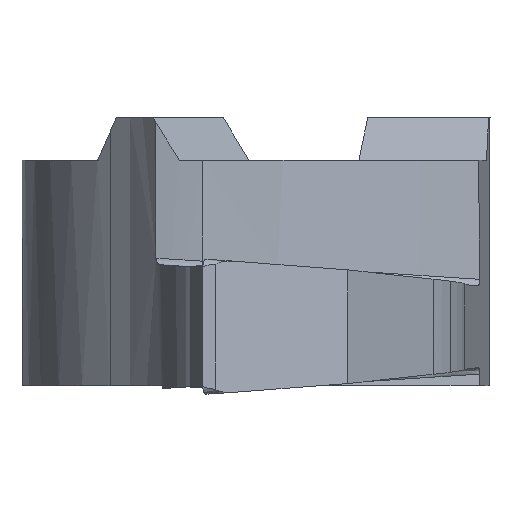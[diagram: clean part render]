
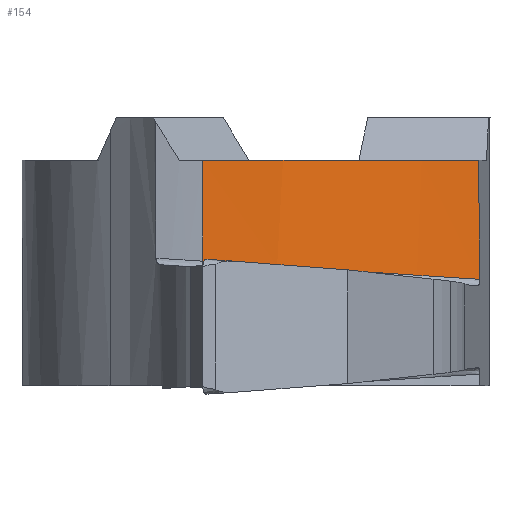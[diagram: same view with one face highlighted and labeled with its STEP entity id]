
A CAD part, left-side view. The second image highlights one B-rep face of the part: STEP entity #154.
In plain terms, the highlighted free-form (B-spline) face has degree [1, 3] with [2, 4] control points.
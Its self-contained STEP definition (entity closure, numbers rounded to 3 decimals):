
#48=(
BOUNDED_SURFACE()
B_SPLINE_SURFACE(1,3,((#1955,#1956,#1957,#1958),(#1959,#1960,#1961,#1962)),
 .UNSPECIFIED.,.F.,.F.,.F.)
B_SPLINE_SURFACE_WITH_KNOTS((2,2),(4,4),(0.,1.),(0.,1.),.UNSPECIFIED.)
GEOMETRIC_REPRESENTATION_ITEM()
RATIONAL_B_SPLINE_SURFACE(((1.,0.969,0.969,1.),
(1.,0.969,0.969,1.)))
REPRESENTATION_ITEM('')
SURFACE()
);
#154=ADVANCED_FACE('',(#212),#48,.F.);
#212=FACE_OUTER_BOUND('',#270,.T.);
#270=EDGE_LOOP('',(#599,#600,#601,#602));
#324=LINE('',#1954,#370);
#370=VECTOR('',#1358,1.);
#599=ORIENTED_EDGE('',*,*,#873,.T.);
#600=ORIENTED_EDGE('',*,*,#835,.F.);
#601=ORIENTED_EDGE('',*,*,#900,.T.);
#602=ORIENTED_EDGE('',*,*,#898,.F.);
#727=VERTEX_POINT('',#1630);
#728=VERTEX_POINT('',#1635);
#750=VERTEX_POINT('',#1761);
#760=VERTEX_POINT('',#1936);
#835=EDGE_CURVE('',#727,#728,#996,.T.);
#873=EDGE_CURVE('',#750,#728,#1001,.T.);
#898=EDGE_CURVE('',#750,#760,#978,.T.);
#900=EDGE_CURVE('',#727,#760,#324,.T.);
#978=CIRCLE('',#1141,11.553);
#996=B_SPLINE_CURVE_WITH_KNOTS('',3,(#1631,#1632,#1633,#1634),
 .UNSPECIFIED.,.F.,.F.,(4,4),(0.,1.),.UNSPECIFIED.);
#1001=B_SPLINE_CURVE_WITH_KNOTS('',3,(#1751,#1752,#1753,#1754,#1755,#1756,
#1757,#1758,#1759,#1760),.UNSPECIFIED.,.F.,.F.,(4,2,2,2,4),(0.,0.339,
0.679,0.849,1.),.UNSPECIFIED.);
#1141=AXIS2_PLACEMENT_3D('',#1935,#1354,#1355);
#1354=DIRECTION('',(0.,0.065,-0.998));
#1355=DIRECTION('',(0.,0.998,0.065));
#1358=DIRECTION('',(0.,0.,-1.));
#1630=CARTESIAN_POINT('',(-5.55,1.25,-0.1));
#1631=CARTESIAN_POINT('',(-5.55,1.25,-0.1));
#1632=CARTESIAN_POINT('',(-5.46,-1.086,-0.1));
#1633=CARTESIAN_POINT('',(-4.656,-3.363,-0.1));
#1634=CARTESIAN_POINT('',(-3.258,-5.236,-0.1));
#1635=CARTESIAN_POINT('',(-3.258,-5.236,-0.1));
#1751=CARTESIAN_POINT('',(-3.119,-5.248,-2.896));
#1752=CARTESIAN_POINT('',(-3.135,-5.247,-2.58));
#1753=CARTESIAN_POINT('',(-3.151,-5.245,-2.263));
#1754=CARTESIAN_POINT('',(-3.182,-5.243,-1.631));
#1755=CARTESIAN_POINT('',(-3.198,-5.241,-1.314));
#1756=CARTESIAN_POINT('',(-3.221,-5.239,-0.84));
#1757=CARTESIAN_POINT('',(-3.229,-5.238,-0.682));
#1758=CARTESIAN_POINT('',(-3.244,-5.237,-0.382));
#1759=CARTESIAN_POINT('',(-3.251,-5.237,-0.241));
#1760=CARTESIAN_POINT('',(-3.258,-5.236,-0.1));
#1761=CARTESIAN_POINT('',(-3.119,-5.248,-2.896));
#1935=CARTESIAN_POINT('',(5.988,1.846,-2.431));
#1936=CARTESIAN_POINT('',(-5.55,1.25,-2.47));
#1954=CARTESIAN_POINT('',(-5.55,1.25,-2.47));
#1955=CARTESIAN_POINT('',(-3.199,-5.315,-0.088));
#1956=CARTESIAN_POINT('',(-4.655,-3.406,0.037));
#1957=CARTESIAN_POINT('',(-5.464,-1.147,0.185));
#1958=CARTESIAN_POINT('',(-5.55,1.25,0.342));
#1959=CARTESIAN_POINT('',(-3.093,-5.281,-2.898));
#1960=CARTESIAN_POINT('',(-4.58,-3.395,-2.774));
#1961=CARTESIAN_POINT('',(-5.426,-1.147,-2.627));
#1962=CARTESIAN_POINT('',(-5.55,1.25,-2.47));
